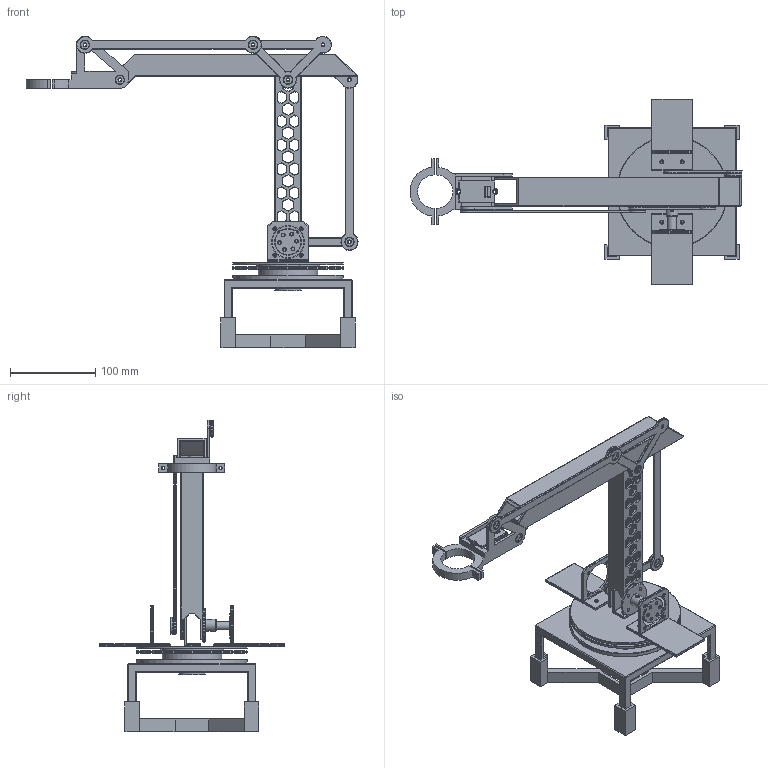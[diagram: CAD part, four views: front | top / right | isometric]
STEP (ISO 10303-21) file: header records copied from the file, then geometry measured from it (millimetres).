
FILE_DESCRIPTION(/* description */ (''),/* implementation_level */ '2;1');
FILE_NAME(/* name */ 'Print.step',/* time_stamp */ '2025-12-07T11:01:47+08:00',/* author */ (''),/* organization */ (''),/* preprocessor_version */ 'ST-DEVELOPER v20.1',/* originating_system */ 'Autodesk Translation Framework v14.21.0.0',/* authorisation */ '');
FILE_SCHEMA (('AUTOMOTIVE_DESIGN { 1 0 10303 214 3 1 1 }'));
Length unit declared in the file: millimetre
Products named in the file (22): Robotic-Arm; 云台底座; 底座; 轴承固定; 大臂; 小臂; 大臂固定; 小臂连杆-1; 小臂连杆-2; 支架; 夹爪连杆1; 夹爪连杆2; 夹爪连杆3; 夹爪连杆4; 电机固定1; 大臂转接件公; 大臂转接件母; 底座转接件母; 转接件公; 底座固定; Component57; Component58
Assembly tree (22 placements, depth 2):
  Robotic-Arm
    云台底座
    底座
    轴承固定
    大臂
    小臂
    大臂固定
    小臂连杆-1
    小臂连杆-2
    支架
    夹爪连杆1
    夹爪连杆2
    电机固定1  x2
    夹爪连杆3
    夹爪连杆4
    大臂转接件公
    大臂转接件母
    底座转接件母
    转接件公
    底座固定
    Component57
    Component58
Bounding box: 389.05 x 216.85 x 365 mm (x, y, z)
Volume: 585687 mm3; surface area: 332912.9 mm2
Topology: 21 solids, 21 shells, 1703 faces, 3872 edges, 2198 vertices
Faces by surface type: plane 1277, cone 255, cylinder 165, bspline 6
Full cylindrical faces by diameter (mm): 3 x4, 3.5 x75, 4 x21, 6 x2, 8.5 x2, 8.6 x2, 10 x10, 10.5 x1, 14 x3, 31 x3, 37.35 x2, 40 x3, 70 x3, 76 x1, 90 x1, 130 x3
Entity records: 46296 total; most frequent: CARTESIAN_POINT 8732, DIRECTION 7617, ORIENTED_EDGE 7406, EDGE_CURVE 3703, LINE 3053, VECTOR 3053, AXIS2_PLACEMENT_3D 2282, VERTEX_POINT 2110
